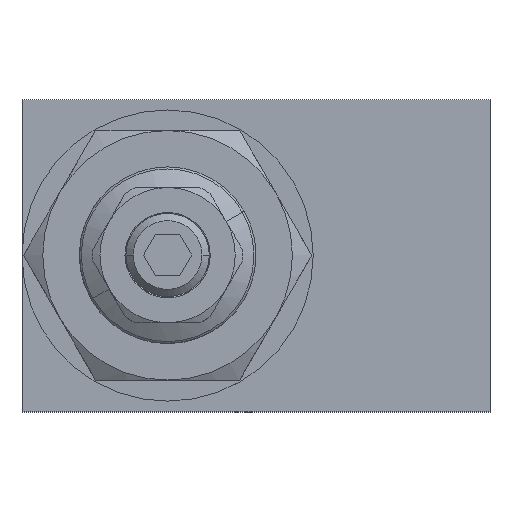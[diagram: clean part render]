
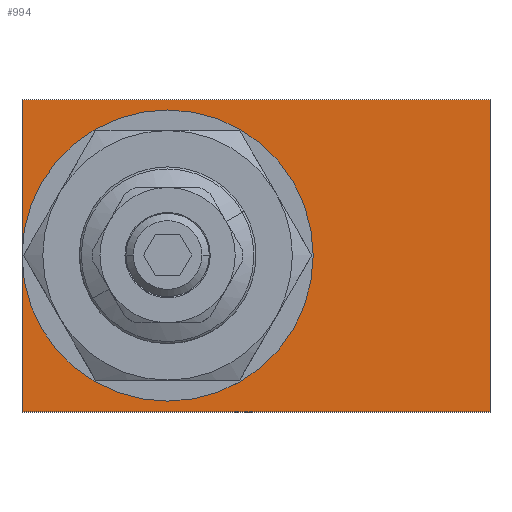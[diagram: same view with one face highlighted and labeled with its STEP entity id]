
A CAD part, top view. The second image highlights one B-rep face of the part: STEP entity #994.
In plain terms, the highlighted planar face has unit normal (0, 0, 1).
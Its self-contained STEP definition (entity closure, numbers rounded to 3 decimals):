
#119 = DIRECTION ( 'NONE',  ( 0., 0., -1. ) ) ;
#198 = DIRECTION ( 'NONE',  ( -1., 0., 0. ) ) ;
#332 = LINE ( 'NONE', #1193, #2662 ) ;
#347 = FACE_OUTER_BOUND ( 'NONE', #2416, .T. ) ;
#383 = EDGE_CURVE ( 'NONE', #663, #1114, #896, .T. ) ;
#481 = AXIS2_PLACEMENT_3D ( 'NONE', #1120, #510, #1760 ) ;
#510 = DIRECTION ( 'NONE',  ( 0., 0., 1. ) ) ;
#566 = CARTESIAN_POINT ( 'NONE',  ( 28., 15., 0. ) ) ;
#617 = CIRCLE ( 'NONE', #1747, 14. ) ;
#656 = DIRECTION ( 'NONE',  ( -1., 0., 0. ) ) ;
#663 = VERTEX_POINT ( 'NONE', #2735 ) ;
#691 = ORIENTED_EDGE ( 'NONE', *, *, #1184, .F. ) ;
#737 = CARTESIAN_POINT ( 'NONE',  ( 45., 0., 0. ) ) ;
#767 = PLANE ( 'NONE',  #1390 ) ;
#812 = ORIENTED_EDGE ( 'NONE', *, *, #848, .T. ) ;
#848 = EDGE_CURVE ( 'NONE', #1628, #1452, #1264, .T. ) ;
#857 = CARTESIAN_POINT ( 'NONE',  ( 0., 15.053, 0. ) ) ;
#896 = LINE ( 'NONE', #2600, #1154 ) ;
#994 = ADVANCED_FACE ( 'NONE', ( #347 ), #767, .F. ) ;
#1114 = VERTEX_POINT ( 'NONE', #1695 ) ;
#1120 = CARTESIAN_POINT ( 'NONE',  ( 14., 15., 0. ) ) ;
#1154 = VECTOR ( 'NONE', #656, 1000. ) ;
#1180 = DIRECTION ( 'NONE',  ( 0., 1., 0. ) ) ;
#1184 = EDGE_CURVE ( 'NONE', #2250, #1201, #617, .T. ) ;
#1193 = CARTESIAN_POINT ( 'NONE',  ( 45., 0., 0. ) ) ;
#1201 = VERTEX_POINT ( 'NONE', #857 ) ;
#1257 = CARTESIAN_POINT ( 'NONE',  ( 0., 14.947, 0. ) ) ;
#1261 = DIRECTION ( 'NONE',  ( 0., 0., 1. ) ) ;
#1264 = LINE ( 'NONE', #2640, #1924 ) ;
#1301 = EDGE_CURVE ( 'NONE', #2718, #2250, #1975, .T. ) ;
#1390 = AXIS2_PLACEMENT_3D ( 'NONE', #1642, #119, #2270 ) ;
#1413 = ORIENTED_EDGE ( 'NONE', *, *, #383, .T. ) ;
#1425 = EDGE_CURVE ( 'NONE', #2718, #1628, #2254, .T. ) ;
#1452 = VERTEX_POINT ( 'NONE', #737 ) ;
#1466 = EDGE_CURVE ( 'NONE', #1452, #663, #332, .T. ) ;
#1566 = LINE ( 'NONE', #1581, #1758 ) ;
#1581 = CARTESIAN_POINT ( 'NONE',  ( 0., 0., 0. ) ) ;
#1627 = CARTESIAN_POINT ( 'NONE',  ( 0., 0., 0. ) ) ;
#1628 = VERTEX_POINT ( 'NONE', #1876 ) ;
#1642 = CARTESIAN_POINT ( 'NONE',  ( 0., 30., 0. ) ) ;
#1695 = CARTESIAN_POINT ( 'NONE',  ( 0., 30., 0. ) ) ;
#1747 = AXIS2_PLACEMENT_3D ( 'NONE', #2376, #1261, #198 ) ;
#1758 = VECTOR ( 'NONE', #2451, 1000. ) ;
#1760 = DIRECTION ( 'NONE',  ( -1., 0., 0. ) ) ;
#1803 = ORIENTED_EDGE ( 'NONE', *, *, #2581, .T. ) ;
#1876 = CARTESIAN_POINT ( 'NONE',  ( 0., 0., 0. ) ) ;
#1924 = VECTOR ( 'NONE', #2227, 1000. ) ;
#1975 = CIRCLE ( 'NONE', #481, 14. ) ;
#1979 = VECTOR ( 'NONE', #2468, 1000. ) ;
#2227 = DIRECTION ( 'NONE',  ( 1., 0., 0. ) ) ;
#2250 = VERTEX_POINT ( 'NONE', #566 ) ;
#2254 = LINE ( 'NONE', #1627, #1979 ) ;
#2270 = DIRECTION ( 'NONE',  ( -1., 0., 0. ) ) ;
#2291 = ORIENTED_EDGE ( 'NONE', *, *, #1301, .F. ) ;
#2376 = CARTESIAN_POINT ( 'NONE',  ( 14., 15., 0. ) ) ;
#2416 = EDGE_LOOP ( 'NONE', ( #2291, #2490, #812, #2537, #1413, #1803, #691 ) ) ;
#2451 = DIRECTION ( 'NONE',  ( 0., -1., 0. ) ) ;
#2468 = DIRECTION ( 'NONE',  ( 0., -1., 0. ) ) ;
#2490 = ORIENTED_EDGE ( 'NONE', *, *, #1425, .T. ) ;
#2537 = ORIENTED_EDGE ( 'NONE', *, *, #1466, .T. ) ;
#2581 = EDGE_CURVE ( 'NONE', #1114, #1201, #1566, .T. ) ;
#2600 = CARTESIAN_POINT ( 'NONE',  ( 0., 30., 0. ) ) ;
#2640 = CARTESIAN_POINT ( 'NONE',  ( 0., 0., 0. ) ) ;
#2662 = VECTOR ( 'NONE', #1180, 1000. ) ;
#2718 = VERTEX_POINT ( 'NONE', #1257 ) ;
#2735 = CARTESIAN_POINT ( 'NONE',  ( 45., 30., 0. ) ) ;
